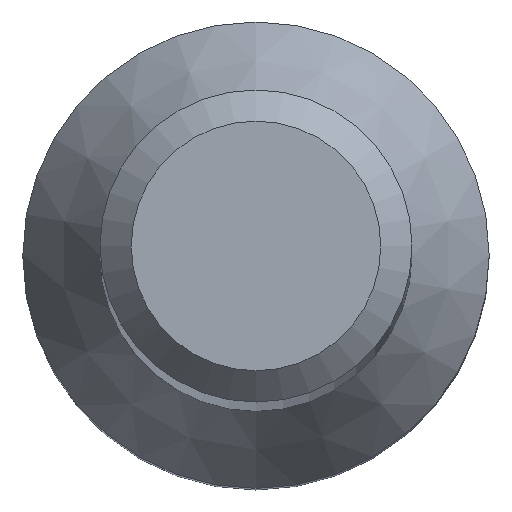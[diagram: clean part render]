
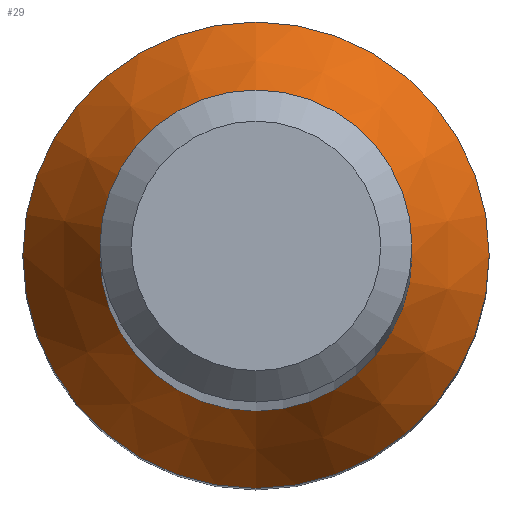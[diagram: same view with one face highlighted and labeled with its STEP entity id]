
A CAD part, top view. The second image highlights one B-rep face of the part: STEP entity #29.
In plain terms, the highlighted conical face has half-angle 30 degrees and reference radius 2.99 mm.
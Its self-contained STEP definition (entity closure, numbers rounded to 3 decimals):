
#1 = CARTESIAN_POINT ( 'NONE',  ( 0., 2., 13.715 ) ) ;
#29 = ADVANCED_FACE ( 'NONE', ( #81, #155 ), #67, .T. ) ;
#38 = DIRECTION ( 'NONE',  ( 0., 0., -1. ) ) ;
#48 = CIRCLE ( 'NONE', #222, 2.99 ) ;
#56 = VERTEX_POINT ( 'NONE', #1 ) ;
#67 = CONICAL_SURFACE ( 'NONE', #160, 2.99, 0.524 ) ;
#80 = DIRECTION ( 'NONE',  ( 0., 0., -1. ) ) ;
#81 = FACE_BOUND ( 'NONE', #132, .T. ) ;
#115 = DIRECTION ( 'NONE',  ( 0., 1., 0. ) ) ;
#132 = EDGE_LOOP ( 'NONE', ( #216 ) ) ;
#134 = CIRCLE ( 'NONE', #172, 2. ) ;
#136 = CARTESIAN_POINT ( 'NONE',  ( 0., 0., 13.715 ) ) ;
#151 = ORIENTED_EDGE ( 'NONE', *, *, #195, .F. ) ;
#155 = FACE_OUTER_BOUND ( 'NONE', #232, .T. ) ;
#159 = DIRECTION ( 'NONE',  ( 0., 1., 0. ) ) ;
#160 = AXIS2_PLACEMENT_3D ( 'NONE', #241, #80, #159 ) ;
#172 = AXIS2_PLACEMENT_3D ( 'NONE', #136, #227, #115 ) ;
#173 = DIRECTION ( 'NONE',  ( 0., 1., 0. ) ) ;
#174 = VERTEX_POINT ( 'NONE', #186 ) ;
#175 = EDGE_CURVE ( 'NONE', #56, #56, #134, .T. ) ;
#186 = CARTESIAN_POINT ( 'NONE',  ( 0., 2.99, 12. ) ) ;
#189 = CARTESIAN_POINT ( 'NONE',  ( 0., 0., 12. ) ) ;
#195 = EDGE_CURVE ( 'NONE', #174, #174, #48, .T. ) ;
#216 = ORIENTED_EDGE ( 'NONE', *, *, #175, .T. ) ;
#222 = AXIS2_PLACEMENT_3D ( 'NONE', #189, #38, #173 ) ;
#227 = DIRECTION ( 'NONE',  ( 0., 0., -1. ) ) ;
#232 = EDGE_LOOP ( 'NONE', ( #151 ) ) ;
#241 = CARTESIAN_POINT ( 'NONE',  ( 0., 0., 12. ) ) ;
